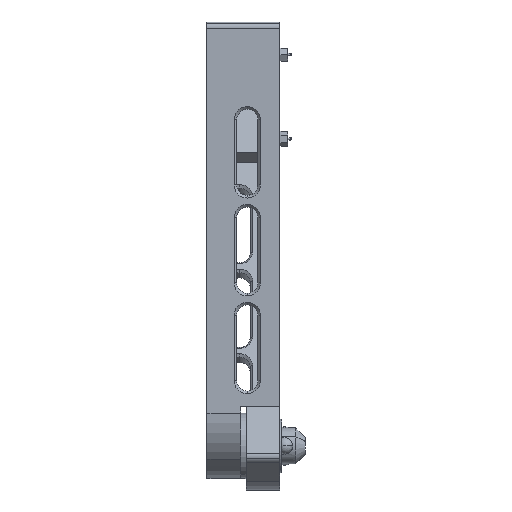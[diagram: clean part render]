
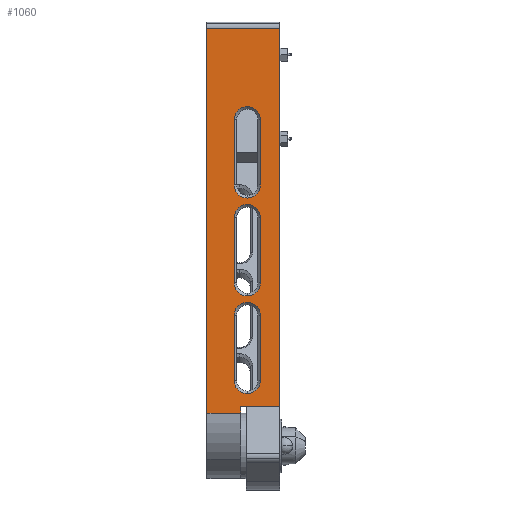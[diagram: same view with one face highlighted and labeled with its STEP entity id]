
A CAD part, top view. The second image highlights one B-rep face of the part: STEP entity #1060.
In plain terms, the highlighted planar face has unit normal (0, 0, 1).
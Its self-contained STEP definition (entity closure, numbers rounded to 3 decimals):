
#1060=ADVANCED_FACE('',(#2287,#2288,#2289,#2290),#2291,.T.);
#2287=FACE_OUTER_BOUND('',#3763,.T.);
#2288=FACE_BOUND('',#3764,.T.);
#2289=FACE_BOUND('',#3765,.T.);
#2290=FACE_BOUND('',#3766,.T.);
#2291=PLANE('',#3767);
#3763=EDGE_LOOP('',(#6468,#6469,#6470,#6471,#6472,#6473));
#3764=EDGE_LOOP('',(#6474,#6475,#6476,#6477,#6478,#6479));
#3765=EDGE_LOOP('',(#6480,#6481,#6482,#6483,#6484,#6485));
#3766=EDGE_LOOP('',(#6486,#6487,#6488,#6489,#6490,#6491));
#3767=AXIS2_PLACEMENT_3D('',#6492,#6493,#6494);
#6468=ORIENTED_EDGE('',*,*,#9321,.F.);
#6469=ORIENTED_EDGE('',*,*,#8898,.F.);
#6470=ORIENTED_EDGE('',*,*,#9322,.F.);
#6471=ORIENTED_EDGE('',*,*,#9323,.T.);
#6472=ORIENTED_EDGE('',*,*,#9219,.T.);
#6473=ORIENTED_EDGE('',*,*,#9324,.T.);
#6474=ORIENTED_EDGE('',*,*,#9325,.F.);
#6475=ORIENTED_EDGE('',*,*,#9326,.F.);
#6476=ORIENTED_EDGE('',*,*,#8856,.F.);
#6477=ORIENTED_EDGE('',*,*,#8489,.F.);
#6478=ORIENTED_EDGE('',*,*,#8562,.F.);
#6479=ORIENTED_EDGE('',*,*,#9006,.F.);
#6480=ORIENTED_EDGE('',*,*,#8944,.F.);
#6481=ORIENTED_EDGE('',*,*,#9312,.F.);
#6482=ORIENTED_EDGE('',*,*,#9327,.F.);
#6483=ORIENTED_EDGE('',*,*,#9328,.F.);
#6484=ORIENTED_EDGE('',*,*,#9031,.F.);
#6485=ORIENTED_EDGE('',*,*,#9037,.F.);
#6486=ORIENTED_EDGE('',*,*,#8429,.F.);
#6487=ORIENTED_EDGE('',*,*,#9122,.F.);
#6488=ORIENTED_EDGE('',*,*,#8286,.F.);
#6489=ORIENTED_EDGE('',*,*,#9041,.F.);
#6490=ORIENTED_EDGE('',*,*,#9287,.F.);
#6491=ORIENTED_EDGE('',*,*,#8380,.F.);
#6492=CARTESIAN_POINT('',(117.0,185.938,-37.416));
#6493=DIRECTION('',(0.,0.0,1.0));
#6494=DIRECTION('',(1.0,0.,0.));
#8286=EDGE_CURVE('',#9793,#9795,#9796,.T.);
#8380=EDGE_CURVE('',#9965,#9967,#9968,.T.);
#8429=EDGE_CURVE('',#10045,#9965,#10047,.T.);
#8489=EDGE_CURVE('',#10147,#10143,#10149,.T.);
#8562=EDGE_CURVE('',#10267,#10147,#10269,.T.);
#8856=EDGE_CURVE('',#10143,#10725,#10726,.T.);
#8898=EDGE_CURVE('',#10793,#10795,#10796,.T.);
#8944=EDGE_CURVE('',#10867,#10865,#10869,.T.);
#9006=EDGE_CURVE('',#10960,#10267,#10962,.T.);
#9031=EDGE_CURVE('',#10997,#10993,#10999,.T.);
#9037=EDGE_CURVE('',#10865,#10997,#11007,.T.);
#9041=EDGE_CURVE('',#11011,#9793,#11013,.T.);
#9122=EDGE_CURVE('',#9795,#10045,#11126,.T.);
#9219=EDGE_CURVE('',#11255,#11253,#11256,.T.);
#9287=EDGE_CURVE('',#9967,#11011,#11345,.T.);
#9312=EDGE_CURVE('',#11373,#10867,#11375,.T.);
#9321=EDGE_CURVE('',#10795,#11385,#11386,.T.);
#9322=EDGE_CURVE('',#11387,#10793,#11388,.T.);
#9323=EDGE_CURVE('',#11387,#11255,#11389,.T.);
#9324=EDGE_CURVE('',#11253,#11385,#11390,.T.);
#9325=EDGE_CURVE('',#11391,#10960,#11392,.T.);
#9326=EDGE_CURVE('',#10725,#11391,#11393,.T.);
#9327=EDGE_CURVE('',#11394,#11373,#11395,.T.);
#9328=EDGE_CURVE('',#10993,#11394,#11396,.T.);
#9793=VERTEX_POINT('',#11916);
#9795=VERTEX_POINT('',#11919);
#9796=CIRCLE('',#11920,10.05);
#9965=VERTEX_POINT('',#12124);
#9967=VERTEX_POINT('',#12127);
#9968=CIRCLE('',#12128,10.05);
#10045=VERTEX_POINT('',#12225);
#10047=CIRCLE('',#12228,10.05);
#10143=VERTEX_POINT('',#12507);
#10147=VERTEX_POINT('',#12512);
#10149=CIRCLE('',#12515,10.05);
#10267=VERTEX_POINT('',#12660);
#10269=LINE('',#12663,#12664);
#10725=VERTEX_POINT('',#13493);
#10726=CIRCLE('',#13494,10.05);
#10793=VERTEX_POINT('',#13572);
#10795=VERTEX_POINT('',#13574);
#10796=LINE('',#13575,#13576);
#10865=VERTEX_POINT('',#13701);
#10867=VERTEX_POINT('',#13704);
#10869=CIRCLE('',#13707,10.05);
#10960=VERTEX_POINT('',#13866);
#10962=CIRCLE('',#13869,10.05);
#10993=VERTEX_POINT('',#13906);
#10997=VERTEX_POINT('',#13912);
#10999=LINE('',#13915,#13916);
#11007=CIRCLE('',#13926,10.05);
#11011=VERTEX_POINT('',#13930);
#11013=CIRCLE('',#13933,10.05);
#11126=LINE('',#14158,#14159);
#11253=VERTEX_POINT('',#14352);
#11255=VERTEX_POINT('',#14355);
#11256=LINE('',#14356,#14357);
#11345=LINE('',#14468,#14469);
#11373=VERTEX_POINT('',#14506);
#11375=LINE('',#14509,#14510);
#11385=VERTEX_POINT('',#14602);
#11386=LINE('',#14603,#14604);
#11387=VERTEX_POINT('',#14605);
#11388=LINE('',#14606,#14607);
#11389=LINE('',#14608,#14609);
#11390=LINE('',#14610,#14611);
#11391=VERTEX_POINT('',#14612);
#11392=CIRCLE('',#14613,10.05);
#11393=LINE('',#14614,#14615);
#11394=VERTEX_POINT('',#14616);
#11395=CIRCLE('',#14617,10.05);
#11396=CIRCLE('',#14618,10.05);
#11916=CARTESIAN_POINT('',(122.0,250.888,-37.416));
#11919=CARTESIAN_POINT('',(132.05,260.938,-37.416));
#11920=AXIS2_PLACEMENT_3D('',#15250,#15251,#15252);
#12124=CARTESIAN_POINT('',(122.0,320.988,-37.416));
#12127=CARTESIAN_POINT('',(111.95,310.938,-37.416));
#12128=AXIS2_PLACEMENT_3D('',#15418,#15419,#15420);
#12225=CARTESIAN_POINT('',(132.05,310.938,-37.416));
#12228=AXIS2_PLACEMENT_3D('',#15490,#15491,#15492);
#12507=CARTESIAN_POINT('',(122.0,400.888,-37.416));
#12512=CARTESIAN_POINT('',(111.95,410.938,-37.416));
#12515=AXIS2_PLACEMENT_3D('',#15564,#15565,#15566);
#12660=CARTESIAN_POINT('',(111.95,460.938,-37.416));
#12663=CARTESIAN_POINT('',(111.95,323.438,-37.416));
#12664=VECTOR('',#15682,1.0);
#13493=CARTESIAN_POINT('',(132.05,410.938,-37.416));
#13494=AXIS2_PLACEMENT_3D('',#16065,#16066,#16067);
#13572=CARTESIAN_POINT('',(91.0,235.938,-37.416));
#13574=CARTESIAN_POINT('',(91.0,530.938,-37.416));
#13575=CARTESIAN_POINT('',(91.0,185.938,-37.416));
#13576=VECTOR('',#16160,1.0);
#13701=CARTESIAN_POINT('',(122.0,395.988,-37.416));
#13704=CARTESIAN_POINT('',(132.05,385.938,-37.416));
#13707=AXIS2_PLACEMENT_3D('',#16241,#16242,#16243);
#13866=CARTESIAN_POINT('',(122.0,470.988,-37.416));
#13869=AXIS2_PLACEMENT_3D('',#16334,#16335,#16336);
#13906=CARTESIAN_POINT('',(111.95,335.938,-37.416));
#13912=CARTESIAN_POINT('',(111.95,385.938,-37.416));
#13915=CARTESIAN_POINT('',(111.95,285.938,-37.416));
#13916=VECTOR('',#16373,1.0);
#13926=AXIS2_PLACEMENT_3D('',#16379,#16380,#16381);
#13930=CARTESIAN_POINT('',(111.95,260.938,-37.416));
#13933=AXIS2_PLACEMENT_3D('',#16386,#16387,#16388);
#14158=CARTESIAN_POINT('',(132.05,223.438,-37.416));
#14159=VECTOR('',#16490,1.0);
#14352=CARTESIAN_POINT('',(147.0,240.938,-37.416));
#14355=CARTESIAN_POINT('',(117.0,240.938,-37.416));
#14356=CARTESIAN_POINT('',(117.0,240.938,-37.416));
#14357=VECTOR('',#16607,1.0);
#14468=CARTESIAN_POINT('',(111.95,248.438,-37.416));
#14469=VECTOR('',#16699,1.0);
#14506=CARTESIAN_POINT('',(132.05,335.938,-37.416));
#14509=CARTESIAN_POINT('',(132.05,260.938,-37.416));
#14510=VECTOR('',#16728,1.0);
#14602=CARTESIAN_POINT('',(147.0,530.938,-37.416));
#14603=CARTESIAN_POINT('',(117.0,530.938,-37.416));
#14604=VECTOR('',#16734,1.0);
#14605=CARTESIAN_POINT('',(117.0,235.938,-37.416));
#14606=CARTESIAN_POINT('',(117.0,235.938,-37.416));
#14607=VECTOR('',#16735,1.0);
#14608=CARTESIAN_POINT('',(117.0,185.938,-37.416));
#14609=VECTOR('',#16736,1.0);
#14610=CARTESIAN_POINT('',(147.0,240.938,-37.416));
#14611=VECTOR('',#16737,1.0);
#14612=CARTESIAN_POINT('',(132.05,460.938,-37.416));
#14613=AXIS2_PLACEMENT_3D('',#16738,#16739,#16740);
#14614=CARTESIAN_POINT('',(132.05,298.438,-37.416));
#14615=VECTOR('',#16741,1.0);
#14616=CARTESIAN_POINT('',(122.0,325.888,-37.416));
#14617=AXIS2_PLACEMENT_3D('',#16742,#16743,#16744);
#14618=AXIS2_PLACEMENT_3D('',#16745,#16746,#16747);
#15250=CARTESIAN_POINT('',(122.0,260.938,-37.416));
#15251=DIRECTION('',(0.,0.,1.0));
#15252=DIRECTION('',(0.,-1.0,0.));
#15418=CARTESIAN_POINT('',(122.0,310.938,-37.416));
#15419=DIRECTION('',(0.,0.,1.0));
#15420=DIRECTION('',(0.,1.0,0.));
#15490=CARTESIAN_POINT('',(122.0,310.938,-37.416));
#15491=DIRECTION('',(0.,0.,1.0));
#15492=DIRECTION('',(0.,1.0,0.));
#15564=CARTESIAN_POINT('',(122.0,410.938,-37.416));
#15565=DIRECTION('',(0.,0.,1.0));
#15566=DIRECTION('',(0.,-1.0,0.));
#15682=DIRECTION('',(0.,-1.0,0.));
#16065=CARTESIAN_POINT('',(122.0,410.938,-37.416));
#16066=DIRECTION('',(0.,0.,1.0));
#16067=DIRECTION('',(0.,-1.0,0.));
#16160=DIRECTION('',(0.,1.0,0.));
#16241=CARTESIAN_POINT('',(122.0,385.938,-37.416));
#16242=DIRECTION('',(0.,0.,1.0));
#16243=DIRECTION('',(0.,1.0,0.));
#16334=CARTESIAN_POINT('',(122.0,460.938,-37.416));
#16335=DIRECTION('',(0.,0.,1.0));
#16336=DIRECTION('',(0.,1.0,0.));
#16373=DIRECTION('',(0.,-1.0,0.));
#16379=CARTESIAN_POINT('',(122.0,385.938,-37.416));
#16380=DIRECTION('',(0.,0.,1.0));
#16381=DIRECTION('',(0.,1.0,0.));
#16386=CARTESIAN_POINT('',(122.0,260.938,-37.416));
#16387=DIRECTION('',(0.,0.,1.0));
#16388=DIRECTION('',(0.,-1.0,0.));
#16490=DIRECTION('',(0.,1.0,0.));
#16607=DIRECTION('',(1.0,0.,0.));
#16699=DIRECTION('',(0.,-1.0,0.));
#16728=DIRECTION('',(0.,1.0,0.));
#16734=DIRECTION('',(1.0,0.,0.));
#16735=DIRECTION('',(-1.0,0.,0.));
#16736=DIRECTION('',(0.,1.0,0.));
#16737=DIRECTION('',(0.,1.0,0.));
#16738=CARTESIAN_POINT('',(122.0,460.938,-37.416));
#16739=DIRECTION('',(0.,0.,1.0));
#16740=DIRECTION('',(0.,1.0,0.));
#16741=DIRECTION('',(0.,1.0,0.));
#16742=CARTESIAN_POINT('',(122.0,335.938,-37.416));
#16743=DIRECTION('',(0.,0.,1.0));
#16744=DIRECTION('',(0.,-1.0,0.));
#16745=CARTESIAN_POINT('',(122.0,335.938,-37.416));
#16746=DIRECTION('',(0.,0.,1.0));
#16747=DIRECTION('',(0.,-1.0,0.));
